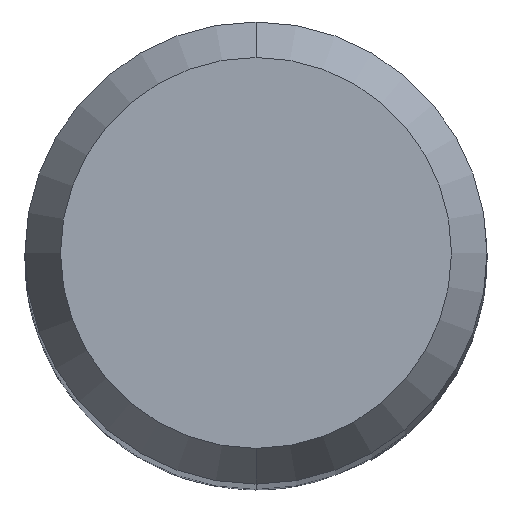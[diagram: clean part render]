
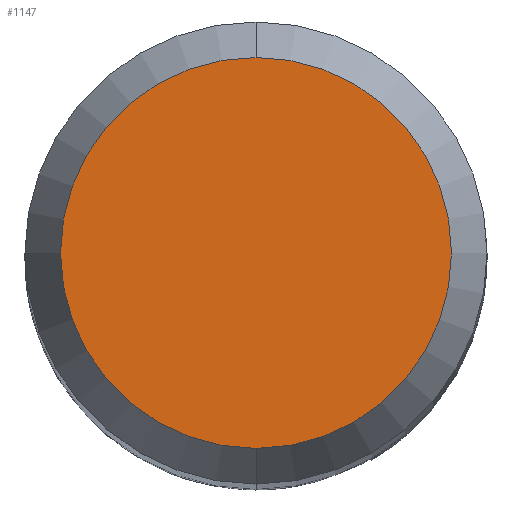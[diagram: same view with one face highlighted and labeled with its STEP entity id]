
A CAD part, top view. The second image highlights one B-rep face of the part: STEP entity #1147.
In plain terms, the highlighted planar face has unit normal (0, 0, 1).
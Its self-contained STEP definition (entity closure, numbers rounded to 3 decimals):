
#649=EDGE_CURVE('',#759,#1079,#1479,.T.);
#747=EDGE_CURVE('',#1079,#759,#1587,.T.);
#759=VERTEX_POINT('',#1601);
#1079=VERTEX_POINT('',#1952);
#1147=ADVANCED_FACE('',(#2028),#2029,.T.);
#1479=CIRCLE('',#3041,2.538);
#1587=CIRCLE('',#3441,2.538);
#1601=CARTESIAN_POINT('',(0.,-2.538,0.0));
#1952=CARTESIAN_POINT('',(0.0,2.538,0.0));
#2028=FACE_OUTER_BOUND('',#5768,.T.);
#2029=PLANE('',#5769);
#3041=AXIS2_PLACEMENT_3D('',#6332,#6333,#6334);
#3441=AXIS2_PLACEMENT_3D('',#6456,#6457,#6458);
#5768=EDGE_LOOP('',(#6974,#6975));
#5769=AXIS2_PLACEMENT_3D('',#6976,#6977,#6978);
#6332=CARTESIAN_POINT('',(0.0,0.0,0.0));
#6333=DIRECTION('',(0.0,0.0,-1.0));
#6334=DIRECTION('',(0.0,1.0,0.0));
#6456=CARTESIAN_POINT('',(0.0,0.0,0.0));
#6457=DIRECTION('',(0.0,0.0,-1.0));
#6458=DIRECTION('',(0.0,1.0,0.0));
#6974=ORIENTED_EDGE('',*,*,#747,.F.);
#6975=ORIENTED_EDGE('',*,*,#649,.F.);
#6976=CARTESIAN_POINT('',(0.0,1.269,0.0));
#6977=DIRECTION('',(-0.0,0.0,1.0));
#6978=DIRECTION('',(0.0,-1.0,0.0));
